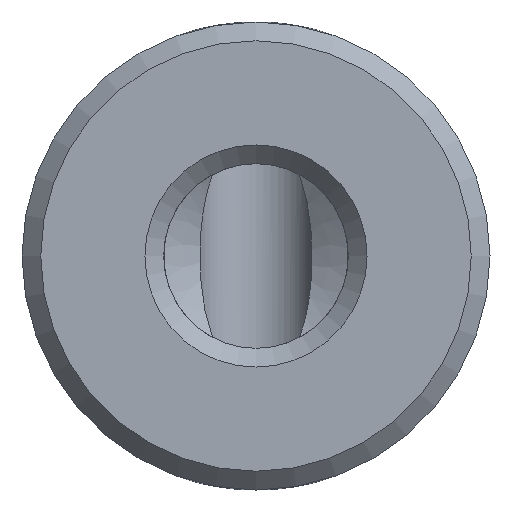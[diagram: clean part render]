
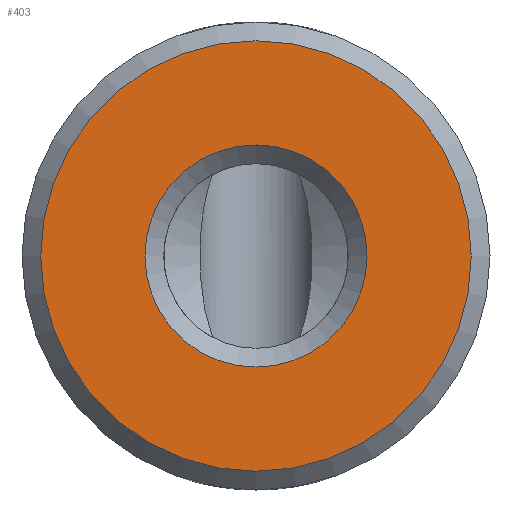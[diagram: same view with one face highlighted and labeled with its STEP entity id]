
A CAD part, front view. The second image highlights one B-rep face of the part: STEP entity #403.
In plain terms, the highlighted planar face has unit normal (0, -1, 0).
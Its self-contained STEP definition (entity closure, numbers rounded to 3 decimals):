
#15=PLANE('',#466);
#19=FACE_BOUND('',#99,.T.);
#30=CIRCLE('',#435,3.008);
#31=CIRCLE('',#436,3.008);
#37=CIRCLE('',#447,5.829);
#38=CIRCLE('',#448,5.829);
#75=FACE_OUTER_BOUND('',#98,.T.);
#98=EDGE_LOOP('',(#346,#347));
#99=EDGE_LOOP('',(#348,#349));
#166=VERTEX_POINT('',#860);
#167=VERTEX_POINT('',#862);
#179=VERTEX_POINT('',#1152);
#180=VERTEX_POINT('',#1154);
#207=EDGE_CURVE('',#167,#166,#30,.T.);
#208=EDGE_CURVE('',#166,#167,#31,.T.);
#228=EDGE_CURVE('',#179,#180,#37,.T.);
#229=EDGE_CURVE('',#180,#179,#38,.T.);
#346=ORIENTED_EDGE('',*,*,#229,.F.);
#347=ORIENTED_EDGE('',*,*,#228,.F.);
#348=ORIENTED_EDGE('',*,*,#207,.T.);
#349=ORIENTED_EDGE('',*,*,#208,.T.);
#403=ADVANCED_FACE('',(#75,#19),#15,.F.);
#435=AXIS2_PLACEMENT_3D('',#863,#492,#493);
#436=AXIS2_PLACEMENT_3D('',#864,#494,#495);
#447=AXIS2_PLACEMENT_3D('',#1155,#521,#522);
#448=AXIS2_PLACEMENT_3D('',#1156,#523,#524);
#466=AXIS2_PLACEMENT_3D('',#1231,#565,#566);
#492=DIRECTION('center_axis',(0.,1.,0.));
#493=DIRECTION('ref_axis',(0.,0.,1.));
#494=DIRECTION('center_axis',(0.,1.,0.));
#495=DIRECTION('ref_axis',(0.,0.,1.));
#521=DIRECTION('center_axis',(0.,1.,0.));
#522=DIRECTION('ref_axis',(0.,0.,1.));
#523=DIRECTION('center_axis',(0.,1.,0.));
#524=DIRECTION('ref_axis',(0.,0.,1.));
#565=DIRECTION('center_axis',(0.,1.,0.));
#566=DIRECTION('ref_axis',(0.,0.,1.));
#860=CARTESIAN_POINT('',(0.,0.,3.008));
#862=CARTESIAN_POINT('',(0.,0.,-3.008));
#863=CARTESIAN_POINT('Origin',(0.,0.,0.));
#864=CARTESIAN_POINT('Origin',(0.,0.,0.));
#1152=CARTESIAN_POINT('',(0.,0.,-5.829));
#1154=CARTESIAN_POINT('',(0.,0.,5.829));
#1155=CARTESIAN_POINT('Origin',(0.,0.,0.));
#1156=CARTESIAN_POINT('Origin',(0.,0.,0.));
#1231=CARTESIAN_POINT('Origin',(5.829,0.,0.));
